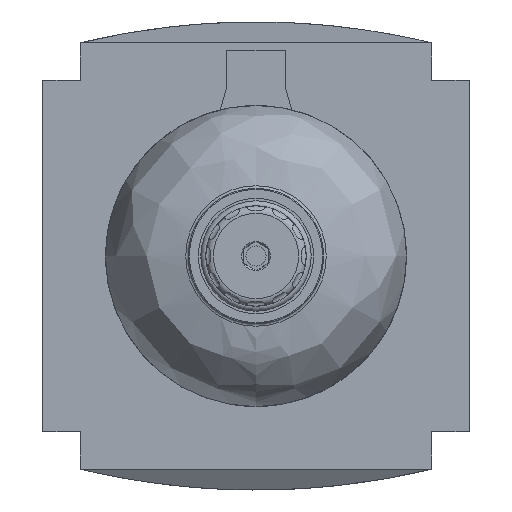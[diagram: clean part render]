
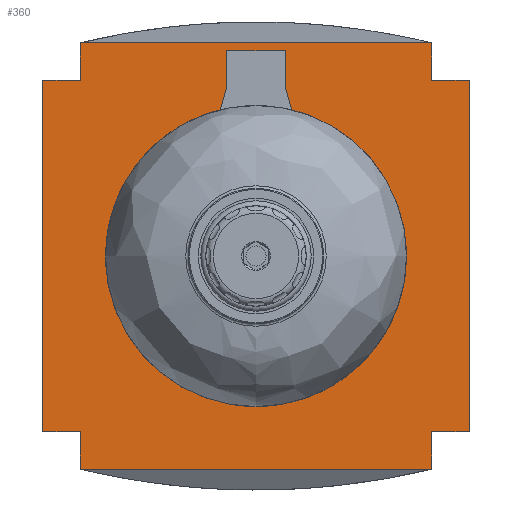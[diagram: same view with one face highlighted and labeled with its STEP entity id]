
A CAD part, front view. The second image highlights one B-rep face of the part: STEP entity #360.
In plain terms, the highlighted planar face has unit normal (0, -1, 0).
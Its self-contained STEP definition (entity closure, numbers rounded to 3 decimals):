
#360 = ADVANCED_FACE( '', ( #1165 ), #1166, .F. );
#1165 = FACE_OUTER_BOUND( '', #2474, .T. );
#1166 = PLANE( '', #2475 );
#2474 = EDGE_LOOP( '', ( #4696, #4697, #4698, #4699, #4700, #4701, #4702, #4703, #4704, #4705, #4706, #4707 ) );
#2475 = AXIS2_PLACEMENT_3D( '', #4708, #4709, #4710 );
#4696 = ORIENTED_EDGE( '', *, *, #8919, .F. );
#4697 = ORIENTED_EDGE( '', *, *, #8887, .F. );
#4698 = ORIENTED_EDGE( '', *, *, #8843, .F. );
#4699 = ORIENTED_EDGE( '', *, *, #8891, .T. );
#4700 = ORIENTED_EDGE( '', *, *, #8920, .F. );
#4701 = ORIENTED_EDGE( '', *, *, #8918, .T. );
#4702 = ORIENTED_EDGE( '', *, *, #8518, .F. );
#4703 = ORIENTED_EDGE( '', *, *, #8886, .T. );
#4704 = ORIENTED_EDGE( '', *, *, #8863, .T. );
#4705 = ORIENTED_EDGE( '', *, *, #8885, .F. );
#4706 = ORIENTED_EDGE( '', *, *, #8921, .F. );
#4707 = ORIENTED_EDGE( '', *, *, #8917, .T. );
#4708 = CARTESIAN_POINT( '', ( 0., -51., -103.36 ) );
#4709 = DIRECTION( '', ( 0., 1., 0. ) );
#4710 = DIRECTION( '', ( 0., 0., 1. ) );
#8518 = EDGE_CURVE( '', #10123, #10109, #10125, .T. );
#8843 = EDGE_CURVE( '', #10688, #10686, #10690, .T. );
#8863 = EDGE_CURVE( '', #10723, #10721, #10724, .T. );
#8885 = EDGE_CURVE( '', #10753, #10721, #10755, .T. );
#8886 = EDGE_CURVE( '', #10123, #10723, #10756, .T. );
#8887 = EDGE_CURVE( '', #10686, #10757, #10758, .T. );
#8891 = EDGE_CURVE( '', #10688, #10762, #10764, .T. );
#8917 = EDGE_CURVE( '', #10172, #10176, #10802, .T. );
#8918 = EDGE_CURVE( '', #10105, #10109, #10803, .T. );
#8919 = EDGE_CURVE( '', #10757, #10176, #10804, .T. );
#8920 = EDGE_CURVE( '', #10105, #10762, #10805, .T. );
#8921 = EDGE_CURVE( '', #10172, #10753, #10806, .T. );
#10105 = VERTEX_POINT( '', #12757 );
#10109 = VERTEX_POINT( '', #12762 );
#10123 = VERTEX_POINT( '', #12878 );
#10125 = LINE( '', #12881, #12882 );
#10172 = VERTEX_POINT( '', #12943 );
#10176 = VERTEX_POINT( '', #12948 );
#10686 = VERTEX_POINT( '', #13789 );
#10688 = VERTEX_POINT( '', #13792 );
#10690 = LINE( '', #13795, #13796 );
#10721 = VERTEX_POINT( '', #13845 );
#10723 = VERTEX_POINT( '', #13848 );
#10724 = LINE( '', #13849, #13850 );
#10753 = VERTEX_POINT( '', #13899 );
#10755 = LINE( '', #13902, #13903 );
#10756 = LINE( '', #13904, #13905 );
#10757 = VERTEX_POINT( '', #13906 );
#10758 = LINE( '', #13907, #13908 );
#10762 = VERTEX_POINT( '', #13914 );
#10764 = LINE( '', #13917, #13918 );
#10802 = LINE( '', #13981, #13982 );
#10803 = LINE( '', #13983, #13984 );
#10804 = LINE( '', #13985, #13986 );
#10805 = LINE( '', #13987, #13988 );
#10806 = LINE( '', #13989, #13990 );
#12757 = CARTESIAN_POINT( '', ( 35., -51., 42.5 ) );
#12762 = CARTESIAN_POINT( '', ( -35., -51., 42.5 ) );
#12878 = CARTESIAN_POINT( '', ( -35., -51., 35. ) );
#12881 = CARTESIAN_POINT( '', ( -35., -51., -42.5 ) );
#12882 = VECTOR( '', #18329, 1000. );
#12943 = CARTESIAN_POINT( '', ( -35., -51., -42.5 ) );
#12948 = CARTESIAN_POINT( '', ( 35., -51., -42.5 ) );
#13789 = CARTESIAN_POINT( '', ( 42.5, -51., -35. ) );
#13792 = CARTESIAN_POINT( '', ( 42.5, -51., 35. ) );
#13795 = CARTESIAN_POINT( '', ( 42.5, -51., 35. ) );
#13796 = VECTOR( '', #18797, 1000. );
#13845 = CARTESIAN_POINT( '', ( -42.5, -51., -35. ) );
#13848 = CARTESIAN_POINT( '', ( -42.5, -51., 35. ) );
#13849 = CARTESIAN_POINT( '', ( -42.5, -51., 35. ) );
#13850 = VECTOR( '', #18817, 1000. );
#13899 = CARTESIAN_POINT( '', ( -35., -51., -35. ) );
#13902 = CARTESIAN_POINT( '', ( 42.5, -51., -35. ) );
#13903 = VECTOR( '', #18839, 1000. );
#13904 = CARTESIAN_POINT( '', ( 42.5, -51., 35. ) );
#13905 = VECTOR( '', #18840, 1000. );
#13906 = CARTESIAN_POINT( '', ( 35., -51., -35. ) );
#13907 = CARTESIAN_POINT( '', ( 42.5, -51., -35. ) );
#13908 = VECTOR( '', #18841, 1000. );
#13914 = CARTESIAN_POINT( '', ( 35., -51., 35. ) );
#13917 = CARTESIAN_POINT( '', ( 42.5, -51., 35. ) );
#13918 = VECTOR( '', #18845, 1000. );
#13981 = CARTESIAN_POINT( '', ( 0., -51., -42.5 ) );
#13982 = VECTOR( '', #18871, 1000. );
#13983 = CARTESIAN_POINT( '', ( 0., -51., 42.5 ) );
#13984 = VECTOR( '', #18872, 1000. );
#13985 = CARTESIAN_POINT( '', ( 35., -51., 42.5 ) );
#13986 = VECTOR( '', #18873, 1000. );
#13987 = CARTESIAN_POINT( '', ( 35., -51., 42.5 ) );
#13988 = VECTOR( '', #18874, 1000. );
#13989 = CARTESIAN_POINT( '', ( -35., -51., -42.5 ) );
#13990 = VECTOR( '', #18875, 1000. );
#18329 = DIRECTION( '', ( 0., 0., 1. ) );
#18797 = DIRECTION( '', ( 0., 0., -1. ) );
#18817 = DIRECTION( '', ( 0., 0., -1. ) );
#18839 = DIRECTION( '', ( -1., 0., 0. ) );
#18840 = DIRECTION( '', ( -1., 0., 0. ) );
#18841 = DIRECTION( '', ( -1., 0., 0. ) );
#18845 = DIRECTION( '', ( -1., 0., 0. ) );
#18871 = DIRECTION( '', ( 1., 0., 0. ) );
#18872 = DIRECTION( '', ( -1., 0., 0. ) );
#18873 = DIRECTION( '', ( 0., 0., -1. ) );
#18874 = DIRECTION( '', ( 0., 0., -1. ) );
#18875 = DIRECTION( '', ( 0., 0., 1. ) );
